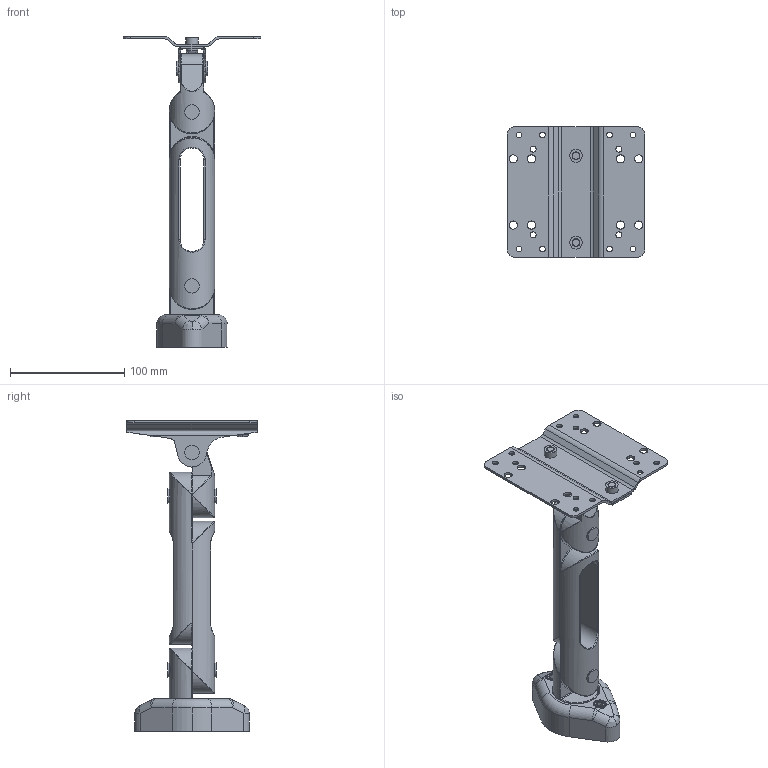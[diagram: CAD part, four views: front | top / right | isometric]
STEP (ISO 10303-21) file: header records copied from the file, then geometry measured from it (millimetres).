
FILE_DESCRIPTION (( 'STEP AP203' ), '1' );
FILE_NAME ('4628T13_Wall-Mount Flat-Panel Monitor Positioning Arm.STEP', '2021-07-09T09:08:05', ( 'Administrator' ), ( 'Managed by Terraform' ), 'SwSTEP 2.0', 'SolidWorks 2017', '' );
FILE_SCHEMA (( 'CONFIG_CONTROL_DESIGN' ));
Length unit declared in the file: inch
Products named in the file (1): 4628T13_Wall-Mount Flat-Panel Monitor Positioning Arm
Bounding box: 120.27 x 114.3 x 272.42 mm (x, y, z)
Volume: 298006.6 mm3; surface area: 114685 mm2
Topology: 12 solids, 12 shells, 456 faces, 1095 edges, 656 vertices
Faces by surface type: cylinder 217, plane 104, torus 45, bspline 42, sphere 26, cone 22
Entity records: 16357 total; most frequent: CARTESIAN_POINT 5700, DIRECTION 2326, ORIENTED_EDGE 2146, EDGE_CURVE 1073, AXIS2_PLACEMENT_3D 962, VERTEX_POINT 656, CIRCLE 547, EDGE_LOOP 543
